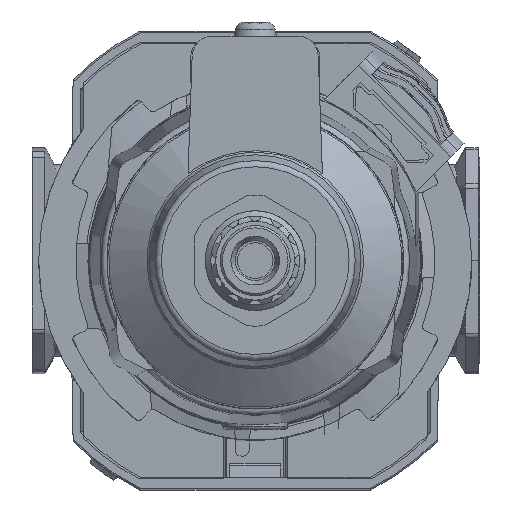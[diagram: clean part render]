
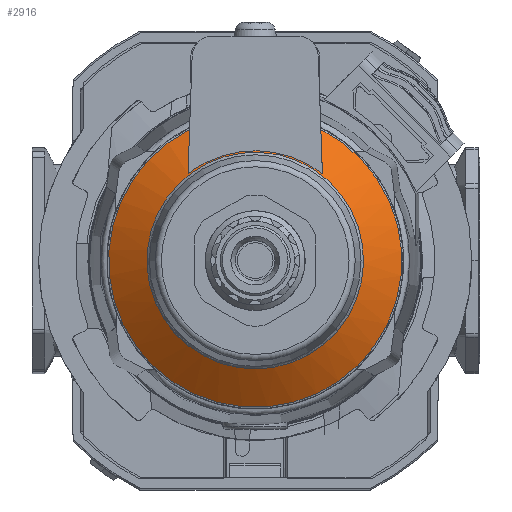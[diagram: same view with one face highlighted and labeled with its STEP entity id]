
A CAD part, front view. The second image highlights one B-rep face of the part: STEP entity #2916.
In plain terms, the highlighted conical face has half-angle 55 degrees and reference radius 23.023 mm.
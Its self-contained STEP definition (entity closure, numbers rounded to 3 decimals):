
#2916 = ADVANCED_FACE( '', ( #6225, #6226 ), #6227, .T. );
#6225 = FACE_BOUND( '', #10295, .T. );
#6226 = FACE_OUTER_BOUND( '', #10296, .T. );
#6227 = CONICAL_SURFACE( '', #10297, 23.023, 0.96 );
#10295 = EDGE_LOOP( '', ( #18628 ) );
#10296 = EDGE_LOOP( '', ( #18629, #18630, #18631, #18632 ) );
#10297 = AXIS2_PLACEMENT_3D( '', #18633, #18634, #18635 );
#18628 = ORIENTED_EDGE( '', *, *, #23094, .F. );
#18629 = ORIENTED_EDGE( '', *, *, #25894, .F. );
#18630 = ORIENTED_EDGE( '', *, *, #25863, .T. );
#18631 = ORIENTED_EDGE( '', *, *, #25799, .T. );
#18632 = ORIENTED_EDGE( '', *, *, #25895, .T. );
#18633 = CARTESIAN_POINT( '', ( 0., 8.923, 0. ) );
#18634 = DIRECTION( '', ( 0., 1., 0. ) );
#18635 = DIRECTION( '', ( 0., 0., 1. ) );
#23094 = EDGE_CURVE( '', #27799, #27799, #27800, .T. );
#25799 = EDGE_CURVE( '', #31932, #31930, #31933, .T. );
#25863 = EDGE_CURVE( '', #32013, #31932, #32014, .T. );
#25894 = EDGE_CURVE( '', #32013, #32051, #32052, .T. );
#25895 = EDGE_CURVE( '', #31930, #32051, #32053, .T. );
#27799 = VERTEX_POINT( '', #34852 );
#27800 = CIRCLE( '', #34853, 17.004 );
#31930 = VERTEX_POINT( '', #42063 );
#31932 = VERTEX_POINT( '', #42068 );
#31933 = CIRCLE( '', #42069, 23.023 );
#32013 = VERTEX_POINT( '', #42215 );
#32014 = B_SPLINE_CURVE_WITH_KNOTS( '', 3, ( #42216, #42217, #42218, #42219, #42220, #42221 ), .UNSPECIFIED., .F., .F., ( 4, 2, 4 ), ( 0., 0.004, 0.008 ), .UNSPECIFIED. );
#32051 = VERTEX_POINT( '', #42280 );
#32052 = CIRCLE( '', #42281, 17.246 );
#32053 = B_SPLINE_CURVE_WITH_KNOTS( '', 3, ( #42282, #42283, #42284, #42285, #42286, #42287 ), .UNSPECIFIED., .F., .F., ( 4, 2, 4 ), ( 0., 0.004, 0.008 ), .UNSPECIFIED. );
#34852 = CARTESIAN_POINT( '', ( 0., 4.709, -17.004 ) );
#34853 = AXIS2_PLACEMENT_3D( '', #44432, #44433, #44434 );
#42063 = CARTESIAN_POINT( '', ( 10.302, 8.923, 20.589 ) );
#42068 = CARTESIAN_POINT( '', ( -10.302, 8.923, 20.589 ) );
#42069 = AXIS2_PLACEMENT_3D( '', #47671, #47672, #47673 );
#42215 = CARTESIAN_POINT( '', ( -10.544, 4.878, 13.646 ) );
#42216 = CARTESIAN_POINT( '', ( -10.544, 4.878, 13.646 ) );
#42217 = CARTESIAN_POINT( '', ( -10.503, 5.514, 14.826 ) );
#42218 = CARTESIAN_POINT( '', ( -10.463, 6.175, 15.99 ) );
#42219 = CARTESIAN_POINT( '', ( -10.382, 7.529, 18.302 ) );
#42220 = CARTESIAN_POINT( '', ( -10.342, 8.221, 19.448 ) );
#42221 = CARTESIAN_POINT( '', ( -10.302, 8.923, 20.589 ) );
#42280 = CARTESIAN_POINT( '', ( 10.544, 4.878, 13.646 ) );
#42281 = AXIS2_PLACEMENT_3D( '', #47761, #47762, #47763 );
#42282 = CARTESIAN_POINT( '', ( 10.302, 8.923, 20.589 ) );
#42283 = CARTESIAN_POINT( '', ( 10.342, 8.221, 19.448 ) );
#42284 = CARTESIAN_POINT( '', ( 10.382, 7.529, 18.302 ) );
#42285 = CARTESIAN_POINT( '', ( 10.463, 6.175, 15.99 ) );
#42286 = CARTESIAN_POINT( '', ( 10.503, 5.514, 14.826 ) );
#42287 = CARTESIAN_POINT( '', ( 10.544, 4.878, 13.646 ) );
#44432 = CARTESIAN_POINT( '', ( 0., 4.709, 0. ) );
#44433 = DIRECTION( '', ( 0., -1., 0. ) );
#44434 = DIRECTION( '', ( 0., 0., -1. ) );
#47671 = CARTESIAN_POINT( '', ( 0., 8.923, 0. ) );
#47672 = DIRECTION( '', ( 0., -1., 0. ) );
#47673 = DIRECTION( '', ( 0., 0., -1. ) );
#47761 = CARTESIAN_POINT( '', ( 0., 4.878, 0. ) );
#47762 = DIRECTION( '', ( 0., 1., 0. ) );
#47763 = DIRECTION( '', ( 0., 0., 1. ) );
